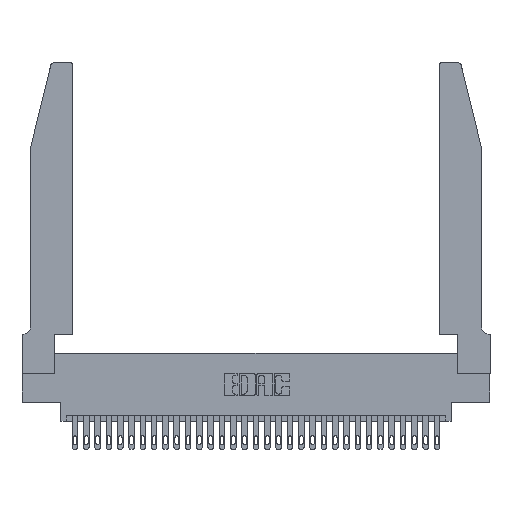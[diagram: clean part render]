
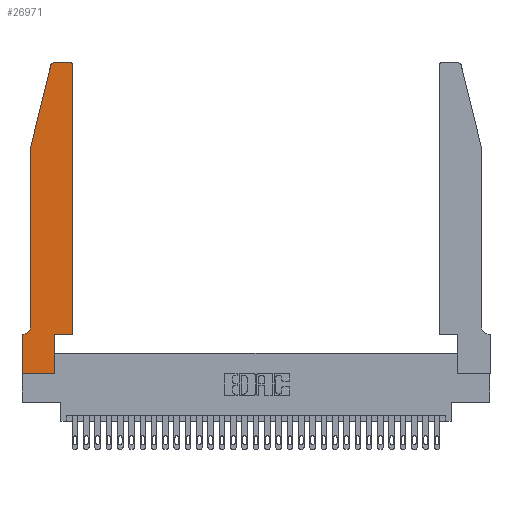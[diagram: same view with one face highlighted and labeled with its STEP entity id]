
A CAD part, top view. The second image highlights one B-rep face of the part: STEP entity #26971.
In plain terms, the highlighted planar face has unit normal (0, 0, 1).
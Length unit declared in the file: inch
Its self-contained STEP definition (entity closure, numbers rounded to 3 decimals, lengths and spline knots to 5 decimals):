
#300 = CARTESIAN_POINT ( 'NONE',  ( 0.0755, 0.42, 0.37 ) ) ;
#1956 = VERTEX_POINT ( 'NONE', #30375 ) ;
#2072 = DIRECTION ( 'NONE',  ( 0., 0., 1. ) ) ;
#2763 = LINE ( 'NONE', #22549, #4698 ) ;
#3751 = ORIENTED_EDGE ( 'NONE', *, *, #30668, .T. ) ;
#3901 = DIRECTION ( 'NONE',  ( 1., 0., 0. ) ) ;
#4031 = LINE ( 'NONE', #26949, #12502 ) ;
#4115 = AXIS2_PLACEMENT_3D ( 'NONE', #7943, #22803, #27358 ) ;
#4389 = CARTESIAN_POINT ( 'NONE',  ( 0., 0., 0.37 ) ) ;
#4422 = DIRECTION ( 'NONE',  ( -1., 0., 0. ) ) ;
#4493 = CARTESIAN_POINT ( 'NONE',  ( 0.2605, 2.75, 0.37 ) ) ;
#4594 = EDGE_CURVE ( 'NONE', #26933, #22378, #24312, .T. ) ;
#4675 = PLANE ( 'NONE',  #23208 ) ;
#4698 = VECTOR ( 'NONE', #15748, 39.37008 ) ;
#4913 = VECTOR ( 'NONE', #14278, 39.37008 ) ;
#5303 = VECTOR ( 'NONE', #31325, 39.37008 ) ;
#5816 = DIRECTION ( 'NONE',  ( 0., 0., -1. ) ) ;
#6957 = EDGE_CURVE ( 'NONE', #29472, #22163, #24522, .T. ) ;
#7317 = CARTESIAN_POINT ( 'NONE',  ( 0.25487, 2.72718, 0.37 ) ) ;
#7780 = AXIS2_PLACEMENT_3D ( 'NONE', #8541, #20906, #15958 ) ;
#7943 = CARTESIAN_POINT ( 'NONE',  ( 0.4205, 2.72, 0.37 ) ) ;
#8481 = CARTESIAN_POINT ( 'NONE',  ( 0.0755, 2., 0.37 ) ) ;
#8541 = CARTESIAN_POINT ( 'NONE',  ( 0.284, 2.72, 0.37 ) ) ;
#8671 = CARTESIAN_POINT ( 'NONE',  ( 0., 0.35, 0.37 ) ) ;
#9300 = ORIENTED_EDGE ( 'NONE', *, *, #4594, .T. ) ;
#9572 = LINE ( 'NONE', #4493, #5303 ) ;
#9917 = ORIENTED_EDGE ( 'NONE', *, *, #31633, .T. ) ;
#10018 = VERTEX_POINT ( 'NONE', #7317 ) ;
#11107 = CARTESIAN_POINT ( 'NONE',  ( 0., 0., 0.37 ) ) ;
#11396 = CARTESIAN_POINT ( 'NONE',  ( 0.0755, 2., 0.37 ) ) ;
#11654 = ORIENTED_EDGE ( 'NONE', *, *, #13171, .T. ) ;
#11889 = DIRECTION ( 'NONE',  ( 1., 0., 0. ) ) ;
#12502 = VECTOR ( 'NONE', #24788, 39.37008 ) ;
#12966 = CIRCLE ( 'NONE', #4115, 0.03 ) ;
#13171 = EDGE_CURVE ( 'NONE', #15602, #1956, #4031, .T. ) ;
#13255 = EDGE_CURVE ( 'NONE', #22163, #26933, #22897, .T. ) ;
#13773 = VECTOR ( 'NONE', #29484, 39.37008 ) ;
#14278 = DIRECTION ( 'NONE',  ( 0., -1., 0. ) ) ;
#14490 = EDGE_CURVE ( 'NONE', #1956, #22109, #2763, .T. ) ;
#14701 = LINE ( 'NONE', #8481, #17025 ) ;
#14727 = CARTESIAN_POINT ( 'NONE',  ( 0.284, 2.75, 0.37 ) ) ;
#14763 = AXIS2_PLACEMENT_3D ( 'NONE', #25315, #5816, #4422 ) ;
#14829 = LINE ( 'NONE', #11107, #17905 ) ;
#15602 = VERTEX_POINT ( 'NONE', #30590 ) ;
#15748 = DIRECTION ( 'NONE',  ( 0., 1., 0. ) ) ;
#15958 = DIRECTION ( 'NONE',  ( 1., 0., 0. ) ) ;
#16363 = DIRECTION ( 'NONE',  ( -1., 0., 0. ) ) ;
#16848 = CARTESIAN_POINT ( 'NONE',  ( 0., 0.35, 0.37 ) ) ;
#16921 = CIRCLE ( 'NONE', #7780, 0.03 ) ;
#17025 = VECTOR ( 'NONE', #25723, 39.37008 ) ;
#17142 = VERTEX_POINT ( 'NONE', #14727 ) ;
#17367 = ORIENTED_EDGE ( 'NONE', *, *, #18005, .T. ) ;
#17905 = VECTOR ( 'NONE', #3901, 39.37008 ) ;
#18005 = EDGE_CURVE ( 'NONE', #17142, #10018, #16921, .T. ) ;
#18913 = ORIENTED_EDGE ( 'NONE', *, *, #14490, .T. ) ;
#19062 = CARTESIAN_POINT ( 'NONE',  ( 0.4205, 2.75, 0.37 ) ) ;
#20204 = ORIENTED_EDGE ( 'NONE', *, *, #30536, .T. ) ;
#20635 = FACE_OUTER_BOUND ( 'NONE', #27158, .T. ) ;
#20867 = ORIENTED_EDGE ( 'NONE', *, *, #27478, .T. ) ;
#20906 = DIRECTION ( 'NONE',  ( 0., 0., 1. ) ) ;
#21360 = ORIENTED_EDGE ( 'NONE', *, *, #30498, .T. ) ;
#22109 = VERTEX_POINT ( 'NONE', #25096 ) ;
#22163 = VERTEX_POINT ( 'NONE', #28222 ) ;
#22378 = VERTEX_POINT ( 'NONE', #4389 ) ;
#22549 = CARTESIAN_POINT ( 'NONE',  ( 0.4505, 0.35, 0.37 ) ) ;
#22803 = DIRECTION ( 'NONE',  ( 0., 0., 1. ) ) ;
#22897 = LINE ( 'NONE', #28662, #31414 ) ;
#23208 = AXIS2_PLACEMENT_3D ( 'NONE', #16848, #2072, #11889 ) ;
#23516 = EDGE_CURVE ( 'NONE', #10018, #28141, #14701, .T. ) ;
#24312 = LINE ( 'NONE', #28283, #27014 ) ;
#24522 = CIRCLE ( 'NONE', #14763, 0.07 ) ;
#24556 = LINE ( 'NONE', #29737, #13773 ) ;
#24788 = DIRECTION ( 'NONE',  ( 1., 0., 0. ) ) ;
#25096 = CARTESIAN_POINT ( 'NONE',  ( 0.4505, 2.72, 0.37 ) ) ;
#25315 = CARTESIAN_POINT ( 'NONE',  ( 0.0055, 0.42, 0.37 ) ) ;
#25723 = DIRECTION ( 'NONE',  ( -0.239, -0.971, 0. ) ) ;
#25957 = ORIENTED_EDGE ( 'NONE', *, *, #23516, .T. ) ;
#26933 = VERTEX_POINT ( 'NONE', #8671 ) ;
#26949 = CARTESIAN_POINT ( 'NONE',  ( 0.4505, 0.35, 0.37 ) ) ;
#26971 = ADVANCED_FACE ( 'NONE', ( #20635 ), #4675, .T. ) ;
#26974 = ORIENTED_EDGE ( 'NONE', *, *, #6957, .T. ) ;
#27014 = VECTOR ( 'NONE', #31918, 39.37008 ) ;
#27158 = EDGE_LOOP ( 'NONE', ( #21360, #17367, #25957, #20204, #26974, #28220, #9300, #20867, #3751, #11654, #18913, #9917 ) ) ;
#27358 = DIRECTION ( 'NONE',  ( 1., 0., 0. ) ) ;
#27478 = EDGE_CURVE ( 'NONE', #22378, #27976, #14829, .T. ) ;
#27598 = VERTEX_POINT ( 'NONE', #19062 ) ;
#27976 = VERTEX_POINT ( 'NONE', #30052 ) ;
#28064 = LINE ( 'NONE', #11396, #4913 ) ;
#28141 = VERTEX_POINT ( 'NONE', #30899 ) ;
#28220 = ORIENTED_EDGE ( 'NONE', *, *, #13255, .T. ) ;
#28222 = CARTESIAN_POINT ( 'NONE',  ( 0.0055, 0.35, 0.37 ) ) ;
#28283 = CARTESIAN_POINT ( 'NONE',  ( 0., 0., 0.37 ) ) ;
#28662 = CARTESIAN_POINT ( 'NONE',  ( 0.0755, 0.35, 0.37 ) ) ;
#29472 = VERTEX_POINT ( 'NONE', #300 ) ;
#29484 = DIRECTION ( 'NONE',  ( 0., 1., 0. ) ) ;
#29737 = CARTESIAN_POINT ( 'NONE',  ( 0.2865, 0.35, 0.37 ) ) ;
#30052 = CARTESIAN_POINT ( 'NONE',  ( 0.2865, 0., 0.37 ) ) ;
#30375 = CARTESIAN_POINT ( 'NONE',  ( 0.4505, 0.35, 0.37 ) ) ;
#30498 = EDGE_CURVE ( 'NONE', #27598, #17142, #9572, .T. ) ;
#30536 = EDGE_CURVE ( 'NONE', #28141, #29472, #28064, .T. ) ;
#30590 = CARTESIAN_POINT ( 'NONE',  ( 0.2865, 0.35, 0.37 ) ) ;
#30668 = EDGE_CURVE ( 'NONE', #27976, #15602, #24556, .T. ) ;
#30899 = CARTESIAN_POINT ( 'NONE',  ( 0.0755, 2., 0.37 ) ) ;
#31325 = DIRECTION ( 'NONE',  ( -1., 0., 0. ) ) ;
#31414 = VECTOR ( 'NONE', #16363, 39.37008 ) ;
#31633 = EDGE_CURVE ( 'NONE', #22109, #27598, #12966, .T. ) ;
#31918 = DIRECTION ( 'NONE',  ( 0., -1., 0. ) ) ;
